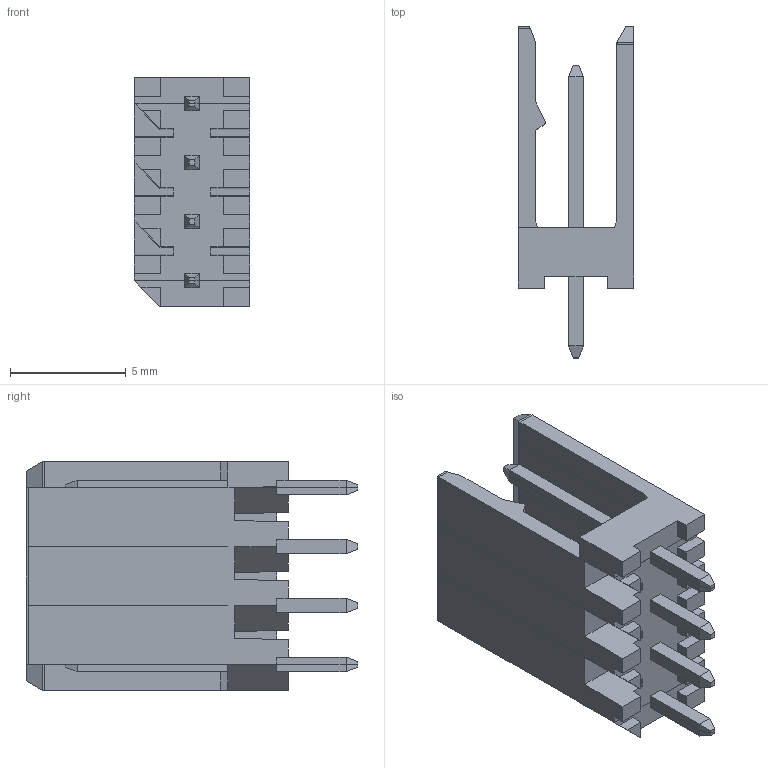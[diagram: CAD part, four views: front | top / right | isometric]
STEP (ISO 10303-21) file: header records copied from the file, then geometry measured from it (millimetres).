
FILE_DESCRIPTION(/* description */ ('Unknown'),/* implementation_level */ '2;1');
FILE_NAME(/* name */ '66100411622',/* time_stamp */ '2018-06-08T14:48:37+02:00',/* author */ ('Unknown'),/* organization */ ('Unknown'),/* preprocessor_version */ 'ST-DEVELOPER v16.7',/* originating_system */ 'DEX',/* authorisation */ $);
FILE_SCHEMA (('AUTOMOTIVE_DESIGN {1 0 10303 214 3 1 1}'));
Length unit declared in the file: millimetre
Products named in the file (5): 6610xx11622; 66100411622; 6610xx11622_02_06_DX; 6610xx11622_02_06_SX; 66100411622_Patch
Assembly tree (4 placements, depth 2):
  6610xx11622
    66100411622
    6610xx11622_02_06_DX
    6610xx11622_02_06_SX
    66100411622_Patch
Bounding box: 5 x 14.3 x 9.86 mm (x, y, z)
Volume: 227.1 mm3; surface area: 802.5 mm2
Topology: 5 solids, 5 shells, 253 faces, 703 edges, 456 vertices
Faces by surface type: plane 251, cylinder 2
Entity records: 9652 total; most frequent: CARTESIAN_POINT 1417, ORIENTED_EDGE 1406, DIRECTION 1223, EDGE_CURVE 703, LINE 699, VECTOR 699, VERTEX_POINT 456, AXIS2_PLACEMENT_3D 262
